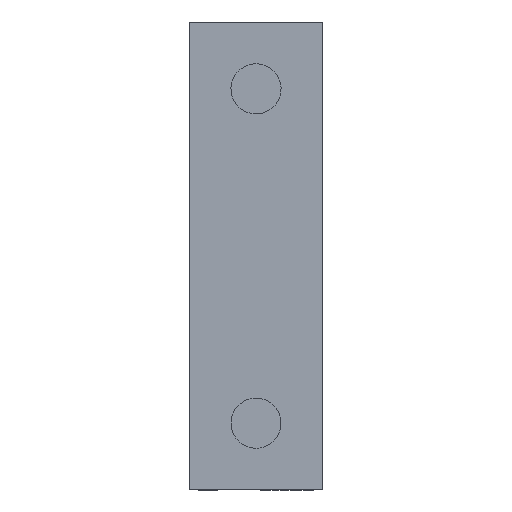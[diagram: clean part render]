
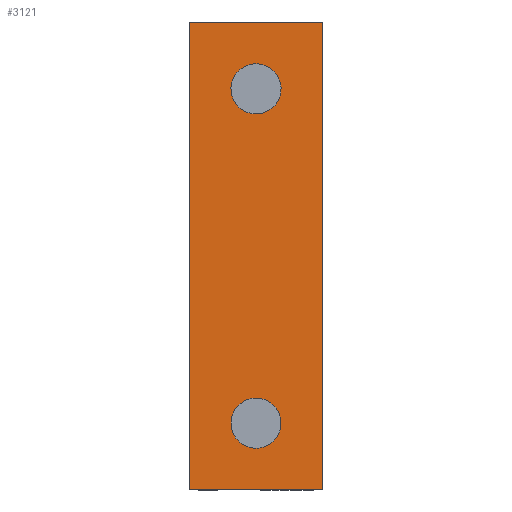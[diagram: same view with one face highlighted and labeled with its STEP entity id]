
A CAD part, left-side view. The second image highlights one B-rep face of the part: STEP entity #3121.
In plain terms, the highlighted free-form (B-spline) face has degree [1, 1] with [2, 2] control points.
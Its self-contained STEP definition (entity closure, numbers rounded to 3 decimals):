
#2039=CARTESIAN_POINT('',(0.,-1.495,-9.882));
#2040=VERTEX_POINT('',#2039);
#2046=CARTESIAN_POINT('',(0.0,0.0,-8.5));
#2047=VERTEX_POINT('',#2046);
#2048=CARTESIAN_POINT('',(0.0,0.0,-8.5));
#2049=CARTESIAN_POINT('',(0.0,-1.387,-8.5));
#2050=CARTESIAN_POINT('',(0.,-1.495,-9.882));
#2058=(BOUNDED_CURVE()B_SPLINE_CURVE(2,(#2048,#2049,#2050),.UNSPECIFIED.,.F.,.U.)B_SPLINE_CURVE_WITH_KNOTS((3,3),(0.0,0.236),.UNSPECIFIED.)CURVE()GEOMETRIC_REPRESENTATION_ITEM()RATIONAL_B_SPLINE_CURVE((1.0,0.723,0.97))REPRESENTATION_ITEM(''));
#2059=EDGE_CURVE('',#2047,#2040,#2058,.T.);
#2061=CARTESIAN_POINT('',(0.,1.495,-10.118));
#2062=VERTEX_POINT('',#2061);
#2063=CARTESIAN_POINT('',(0.,1.495,-10.118));
#2064=CARTESIAN_POINT('',(0.0,1.5,-10.059));
#2065=CARTESIAN_POINT('',(0.0,1.5,-10.0));
#2066=CARTESIAN_POINT('',(0.0,1.5,-8.5));
#2067=CARTESIAN_POINT('',(0.0,0.0,-8.5));
#2075=(BOUNDED_CURVE()B_SPLINE_CURVE(2,(#2063,#2064,#2065,#2066,#2067),.UNSPECIFIED.,.F.,.U.)B_SPLINE_CURVE_WITH_KNOTS((3,2,3),(0.736,0.75,1.0),.UNSPECIFIED.)CURVE()GEOMETRIC_REPRESENTATION_ITEM()RATIONAL_B_SPLINE_CURVE((0.97,0.984,1.0,0.707,1.0))REPRESENTATION_ITEM(''));
#2076=EDGE_CURVE('',#2062,#2047,#2075,.T.);
#2152=CARTESIAN_POINT('',(0.0,0.0,-11.5));
#2153=VERTEX_POINT('',#2152);
#2154=CARTESIAN_POINT('',(0.0,0.0,-11.5));
#2155=CARTESIAN_POINT('',(0.0,1.387,-11.5));
#2156=CARTESIAN_POINT('',(0.,1.495,-10.118));
#2164=(BOUNDED_CURVE()B_SPLINE_CURVE(2,(#2154,#2155,#2156),.UNSPECIFIED.,.F.,.U.)B_SPLINE_CURVE_WITH_KNOTS((3,3),(0.5,0.736),.UNSPECIFIED.)CURVE()GEOMETRIC_REPRESENTATION_ITEM()RATIONAL_B_SPLINE_CURVE((1.0,0.723,0.97))REPRESENTATION_ITEM(''));
#2165=EDGE_CURVE('',#2153,#2062,#2164,.T.);
#2167=CARTESIAN_POINT('',(0.,-1.495,-9.882));
#2168=CARTESIAN_POINT('',(0.0,-1.5,-9.941));
#2169=CARTESIAN_POINT('',(0.0,-1.5,-10.0));
#2170=CARTESIAN_POINT('',(0.0,-1.5,-11.5));
#2171=CARTESIAN_POINT('',(0.0,0.0,-11.5));
#2179=(BOUNDED_CURVE()B_SPLINE_CURVE(2,(#2167,#2168,#2169,#2170,#2171),.UNSPECIFIED.,.F.,.U.)B_SPLINE_CURVE_WITH_KNOTS((3,2,3),(0.236,0.25,0.5),.UNSPECIFIED.)CURVE()GEOMETRIC_REPRESENTATION_ITEM()RATIONAL_B_SPLINE_CURVE((0.97,0.984,1.0,0.707,1.0))REPRESENTATION_ITEM(''));
#2180=EDGE_CURVE('',#2040,#2153,#2179,.T.);
#2227=CARTESIAN_POINT('',(0.,-1.49,9.823));
#2228=VERTEX_POINT('',#2227);
#2234=CARTESIAN_POINT('',(0.0,0.0,11.5));
#2235=VERTEX_POINT('',#2234);
#2236=CARTESIAN_POINT('',(0.,-1.49,9.823));
#2237=CARTESIAN_POINT('',(0.0,-1.5,9.911));
#2238=CARTESIAN_POINT('',(0.0,-1.5,10.0));
#2239=CARTESIAN_POINT('',(0.0,-1.5,11.5));
#2240=CARTESIAN_POINT('',(0.0,0.0,11.5));
#2248=(BOUNDED_CURVE()B_SPLINE_CURVE(2,(#2236,#2237,#2238,#2239,#2240),.UNSPECIFIED.,.F.,.U.)B_SPLINE_CURVE_WITH_KNOTS((3,2,3),(0.23,0.25,0.5),.UNSPECIFIED.)CURVE()GEOMETRIC_REPRESENTATION_ITEM()RATIONAL_B_SPLINE_CURVE((0.956,0.976,1.0,0.707,1.0))REPRESENTATION_ITEM(''));
#2249=EDGE_CURVE('',#2228,#2235,#2248,.T.);
#2251=CARTESIAN_POINT('',(0.,1.497,10.092));
#2252=VERTEX_POINT('',#2251);
#2253=CARTESIAN_POINT('',(0.0,0.0,11.5));
#2254=CARTESIAN_POINT('',(0.0,1.411,11.5));
#2255=CARTESIAN_POINT('',(0.,1.497,10.092));
#2263=(BOUNDED_CURVE()B_SPLINE_CURVE(2,(#2253,#2254,#2255),.UNSPECIFIED.,.F.,.U.)B_SPLINE_CURVE_WITH_KNOTS((3,3),(0.5,0.739),.UNSPECIFIED.)CURVE()GEOMETRIC_REPRESENTATION_ITEM()RATIONAL_B_SPLINE_CURVE((1.0,0.72,0.976))REPRESENTATION_ITEM(''));
#2264=EDGE_CURVE('',#2235,#2252,#2263,.T.);
#2338=CARTESIAN_POINT('',(0.0,0.0,8.5));
#2339=VERTEX_POINT('',#2338);
#2340=CARTESIAN_POINT('',(0.,1.497,10.092));
#2341=CARTESIAN_POINT('',(0.0,1.5,10.046));
#2342=CARTESIAN_POINT('',(0.0,1.5,10.0));
#2343=CARTESIAN_POINT('',(0.0,1.5,8.5));
#2344=CARTESIAN_POINT('',(0.0,0.0,8.5));
#2352=(BOUNDED_CURVE()B_SPLINE_CURVE(2,(#2340,#2341,#2342,#2343,#2344),.UNSPECIFIED.,.F.,.U.)B_SPLINE_CURVE_WITH_KNOTS((3,2,3),(0.739,0.75,1.0),.UNSPECIFIED.)CURVE()GEOMETRIC_REPRESENTATION_ITEM()RATIONAL_B_SPLINE_CURVE((0.976,0.988,1.0,0.707,1.0))REPRESENTATION_ITEM(''));
#2353=EDGE_CURVE('',#2252,#2339,#2352,.T.);
#2355=CARTESIAN_POINT('',(0.0,0.0,8.5));
#2356=CARTESIAN_POINT('',(0.0,-1.332,8.5));
#2357=CARTESIAN_POINT('',(0.,-1.49,9.823));
#2365=(BOUNDED_CURVE()B_SPLINE_CURVE(2,(#2355,#2356,#2357),.UNSPECIFIED.,.F.,.U.)B_SPLINE_CURVE_WITH_KNOTS((3,3),(0.0,0.23),.UNSPECIFIED.)CURVE()GEOMETRIC_REPRESENTATION_ITEM()RATIONAL_B_SPLINE_CURVE((1.0,0.731,0.956))REPRESENTATION_ITEM(''));
#2366=EDGE_CURVE('',#2339,#2228,#2365,.T.);
#3074=CARTESIAN_POINT('',(0.,4.4,-15.399));
#3075=CARTESIAN_POINT('',(0.,-4.4,-15.399));
#3076=CARTESIAN_POINT('',(0.,4.4,15.399));
#3077=CARTESIAN_POINT('',(0.,-4.4,15.399));
#3078=B_SPLINE_SURFACE_WITH_KNOTS('',1,1,((#3074,#3076),(#3075,#3077)),.UNSPECIFIED.,.F.,.F.,.U.,(2,2),(2,2),(0.0,8.799),(0.0,30.797),.UNSPECIFIED.);
#3079=CARTESIAN_POINT('',(0.,4.0,14.0));
#3080=VERTEX_POINT('',#3079);
#3081=CARTESIAN_POINT('',(0.,-4.0,14.0));
#3082=VERTEX_POINT('',#3081);
#3083=CARTESIAN_POINT('',(0.,4.0,14.0));
#3084=CARTESIAN_POINT('',(0.,-4.0,14.0));
#3085=QUASI_UNIFORM_CURVE('',1,(#3083,#3084),.UNSPECIFIED.,.F.,.U.);
#3086=EDGE_CURVE('',#3080,#3082,#3085,.T.);
#3087=ORIENTED_EDGE('',*,*,#3086,.F.);
#3088=CARTESIAN_POINT('',(0.,4.0,-14.0));
#3089=VERTEX_POINT('',#3088);
#3090=CARTESIAN_POINT('',(0.,4.0,-14.0));
#3091=CARTESIAN_POINT('',(0.,4.0,14.0));
#3092=QUASI_UNIFORM_CURVE('',1,(#3090,#3091),.UNSPECIFIED.,.F.,.U.);
#3093=EDGE_CURVE('',#3089,#3080,#3092,.T.);
#3094=ORIENTED_EDGE('',*,*,#3093,.F.);
#3095=CARTESIAN_POINT('',(0.,-4.0,-14.0));
#3096=VERTEX_POINT('',#3095);
#3097=CARTESIAN_POINT('',(0.,4.0,-14.0));
#3098=CARTESIAN_POINT('',(0.,-4.0,-14.0));
#3099=QUASI_UNIFORM_CURVE('',1,(#3097,#3098),.UNSPECIFIED.,.F.,.U.);
#3100=EDGE_CURVE('',#3089,#3096,#3099,.T.);
#3101=ORIENTED_EDGE('',*,*,#3100,.T.);
#3102=CARTESIAN_POINT('',(0.,-4.0,-14.0));
#3103=CARTESIAN_POINT('',(0.,-4.0,14.0));
#3104=QUASI_UNIFORM_CURVE('',1,(#3102,#3103),.UNSPECIFIED.,.F.,.U.);
#3105=EDGE_CURVE('',#3096,#3082,#3104,.T.);
#3106=ORIENTED_EDGE('',*,*,#3105,.T.);
#3107=EDGE_LOOP('',(#3087,#3094,#3101,#3106));
#3108=FACE_OUTER_BOUND('',#3107,.T.);
#3109=ORIENTED_EDGE('',*,*,#2264,.F.);
#3110=ORIENTED_EDGE('',*,*,#2249,.F.);
#3111=ORIENTED_EDGE('',*,*,#2366,.F.);
#3112=ORIENTED_EDGE('',*,*,#2353,.F.);
#3113=EDGE_LOOP('',(#3109,#3110,#3111,#3112));
#3114=FACE_BOUND('',#3113,.T.);
#3115=ORIENTED_EDGE('',*,*,#2165,.T.);
#3116=ORIENTED_EDGE('',*,*,#2076,.T.);
#3117=ORIENTED_EDGE('',*,*,#2059,.T.);
#3118=ORIENTED_EDGE('',*,*,#2180,.T.);
#3119=EDGE_LOOP('',(#3115,#3116,#3117,#3118));
#3120=FACE_BOUND('',#3119,.T.);
#3121=ADVANCED_FACE('',(#3108,#3114,#3120),#3078,.T.);
